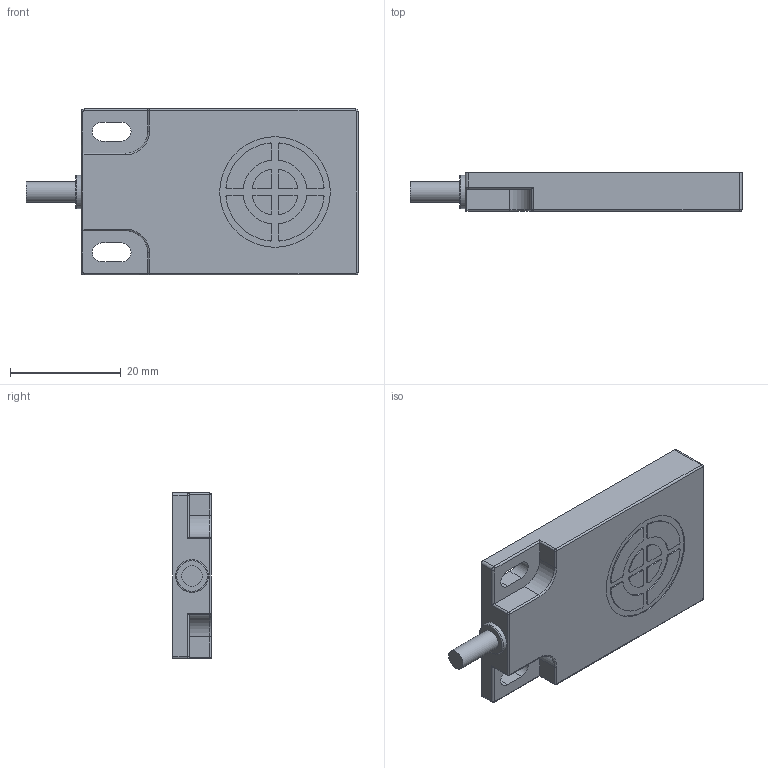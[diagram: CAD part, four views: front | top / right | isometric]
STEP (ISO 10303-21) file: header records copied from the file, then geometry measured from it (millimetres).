
FILE_DESCRIPTION(/* description */ (''),/* implementation_level */ '2;1');
FILE_NAME(/* name */ 'CD50.stp',/* time_stamp */ '2017-03-02T11:12:47+01:00',/* author */ ('tvb'),/* organization */ (''),/* preprocessor_version */ 'ST-DEVELOPER v16.1',/* originating_system */ 'Autodesk Inventor 2016',/* authorisation */ '');
FILE_SCHEMA (('AUTOMOTIVE_DESIGN { 1 0 10303 214 3 1 1 }'));
Length unit declared in the file: centimetre
Products named in the file (1): CD50NoPot
Bounding box: 60 x 7 x 30 mm (x, y, z)
Volume: 9721.9 mm3; surface area: 4261.7 mm2
Topology: 1 solids, 1 shells, 123 faces, 301 edges, 191 vertices
Faces by surface type: cylinder 69, plane 43, sphere 4, bspline 4, torus 3
Full cylindrical faces by diameter (mm): 3.7 x1, 6 x1, 20 x1
Entity records: 3672 total; most frequent: DIRECTION 678, CARTESIAN_POINT 644, ORIENTED_EDGE 594, EDGE_CURVE 297, AXIS2_PLACEMENT_3D 261, VERTEX_POINT 191, LINE 156, VECTOR 156
